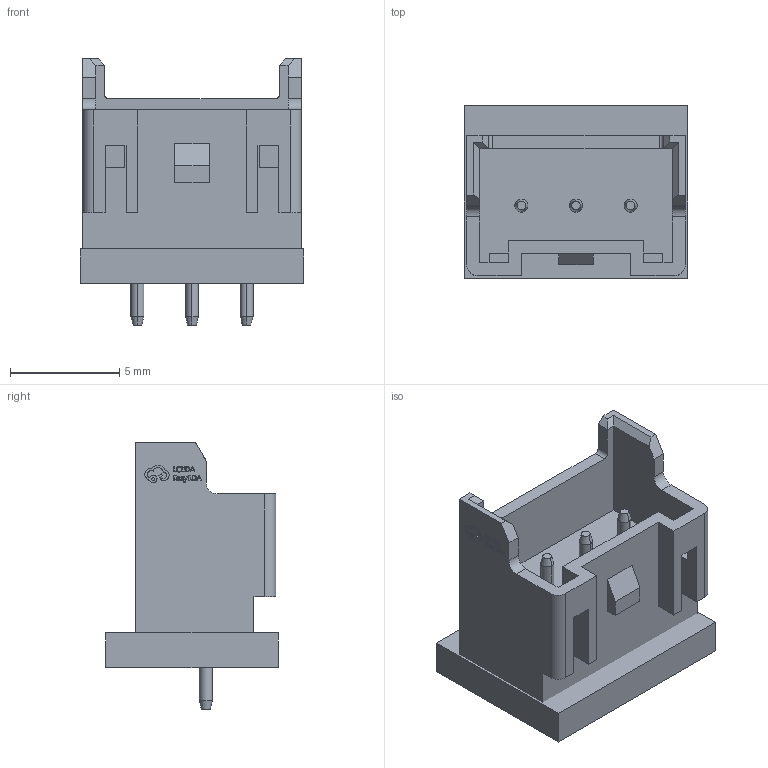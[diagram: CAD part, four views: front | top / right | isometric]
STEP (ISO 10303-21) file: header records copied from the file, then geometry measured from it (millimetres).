
FILE_DESCRIPTION(('Designed by EasyEDA Pro'),'2;1');
FILE_NAME('Open CASCADE Shape Model','2023-05-09T01:50:49',('Author'),( 'Open CASCADE'),'Open CASCADE STEP processor 7.6','Open CASCADE 7.6' ,'Unknown');
FILE_SCHEMA(('AUTOMOTIVE_DESIGN { 1 0 10303 214 1 1 1 1 }'));
Length unit declared in the file: millimetre
Products named in the file (5): PCBModel; COMPOUND; CN1; CONN-TH_B03B-XASK-1-A-LF-SN
Assembly tree (4 placements, depth 4):
  PCBModel
    COMPOUND
    CN1
      CONN-TH_B03B-XASK-1-A-LF-SN
        COMPOUND
Bounding box: 10.23 x 7.9 x 12.2 mm (x, y, z)
Volume: 404.6 mm3; surface area: 733.8 mm2
Topology: 15 solids, 15 shells, 331 faces, 873 edges, 576 vertices
Faces by surface type: plane 195, bspline 98, cylinder 24, cone 14
Full cylindrical faces by diameter (mm): 0.9 x3, 1.2 x1
Entity records: 13976 total; most frequent: CARTESIAN_POINT 3091, ORIENTED_EDGE 1746, DIRECTION 1211, EDGE_CURVE 873, LINE 611, VECTOR 611, VERTEX_POINT 576, FACE_BOUND 359
